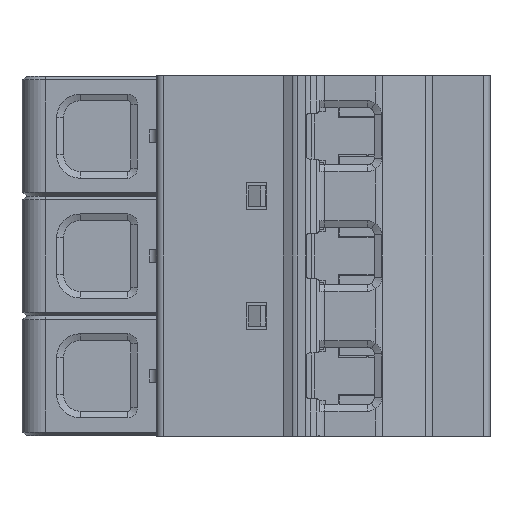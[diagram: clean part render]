
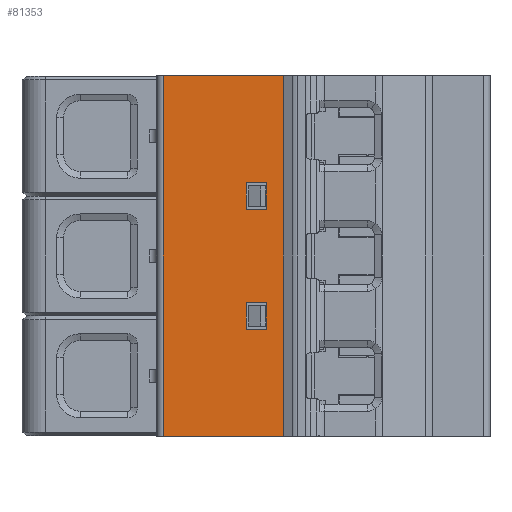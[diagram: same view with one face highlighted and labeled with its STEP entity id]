
A CAD part, left-side view. The second image highlights one B-rep face of the part: STEP entity #81353.
In plain terms, the highlighted planar face has unit normal (-1, 0, 0).
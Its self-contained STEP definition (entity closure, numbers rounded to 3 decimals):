
#240=DIRECTION('',(0.,-1.,0.));
#241=VECTOR('',#240,17.8);
#242=CARTESIAN_POINT('',(0.,43.,53.6));
#243=LINE('',#242,#241);
#3637=DIRECTION('',(0.,-1.,0.));
#3638=VECTOR('',#3637,17.8);
#3639=CARTESIAN_POINT('',(0.,43.,0.));
#3640=LINE('',#3639,#3638);
#3641=DIRECTION('',(0.,-1.,0.));
#3642=VECTOR('',#3641,3.);
#3643=CARTESIAN_POINT('',(0.,30.7,37.7));
#3644=LINE('',#3643,#3642);
#3645=DIRECTION('',(0.,0.,1.));
#3646=VECTOR('',#3645,4.);
#3647=CARTESIAN_POINT('',(0.,30.7,33.7));
#3648=LINE('',#3647,#3646);
#3649=DIRECTION('',(0.,0.,-1.));
#3650=VECTOR('',#3649,4.);
#3651=CARTESIAN_POINT('',(0.,27.7,19.9));
#3652=LINE('',#3651,#3650);
#3653=DIRECTION('',(0.,-1.,0.));
#3654=VECTOR('',#3653,3.);
#3655=CARTESIAN_POINT('',(0.,30.7,19.9));
#3656=LINE('',#3655,#3654);
#3657=DIRECTION('',(0.,0.,1.));
#3658=VECTOR('',#3657,53.6);
#3659=CARTESIAN_POINT('',(0.,43.,0.));
#3660=LINE('',#3659,#3658);
#11379=DIRECTION('',(0.,-1.,0.));
#11380=VECTOR('',#11379,3.);
#11381=CARTESIAN_POINT('',(0.,30.7,33.7));
#11382=LINE('',#11381,#11380);
#11407=DIRECTION('',(0.,0.,1.));
#11408=VECTOR('',#11407,4.);
#11409=CARTESIAN_POINT('',(0.,27.7,33.7));
#11410=LINE('',#11409,#11408);
#22158=DIRECTION('',(0.,0.,1.));
#22159=VECTOR('',#22158,53.6);
#22160=CARTESIAN_POINT('',(0.,25.2,0.));
#22161=LINE('',#22160,#22159);
#33856=DIRECTION('',(0.,-1.,0.));
#33857=VECTOR('',#33856,3.);
#33858=CARTESIAN_POINT('',(0.,30.7,15.9));
#33859=LINE('',#33858,#33857);
#33868=DIRECTION('',(0.,0.,-1.));
#33869=VECTOR('',#33868,4.);
#33870=CARTESIAN_POINT('',(0.,30.7,19.9));
#33871=LINE('',#33870,#33869);
#70059=CARTESIAN_POINT('',(0.,43.,53.6));
#70060=VERTEX_POINT('',#70059);
#70733=CARTESIAN_POINT('',(0.,27.7,33.7));
#70734=CARTESIAN_POINT('',(0.,27.7,37.7));
#70735=VERTEX_POINT('',#70733);
#70736=VERTEX_POINT('',#70734);
#70737=CARTESIAN_POINT('',(0.,30.7,33.7));
#70738=VERTEX_POINT('',#70737);
#70739=CARTESIAN_POINT('',(0.,30.7,37.7));
#70740=VERTEX_POINT('',#70739);
#70741=CARTESIAN_POINT('',(0.,27.7,19.9));
#70742=CARTESIAN_POINT('',(0.,27.7,15.9));
#70743=VERTEX_POINT('',#70741);
#70744=VERTEX_POINT('',#70742);
#70745=CARTESIAN_POINT('',(0.,30.7,15.9));
#70746=VERTEX_POINT('',#70745);
#70747=CARTESIAN_POINT('',(0.,30.7,19.9));
#70748=VERTEX_POINT('',#70747);
#70749=CARTESIAN_POINT('',(0.,43.,0.));
#70750=VERTEX_POINT('',#70749);
#73405=CARTESIAN_POINT('',(0.,25.2,0.));
#73406=CARTESIAN_POINT('',(0.,25.2,53.6));
#73407=VERTEX_POINT('',#73405);
#73408=VERTEX_POINT('',#73406);
#81320=CARTESIAN_POINT('',(0.,0.,26.8));
#81321=DIRECTION('',(-1.,0.,0.));
#81322=DIRECTION('',(0.,1.,0.));
#81323=AXIS2_PLACEMENT_3D('',#81320,#81321,#81322);
#81324=PLANE('',#81323);
#81325=ORIENTED_EDGE('',*,*,#80423,.F.);
#81327=ORIENTED_EDGE('',*,*,#81326,.T.);
#81328=ORIENTED_EDGE('',*,*,#79222,.T.);
#81330=ORIENTED_EDGE('',*,*,#81329,.F.);
#81331=EDGE_LOOP('',(#81325,#81327,#81328,#81330));
#81332=FACE_OUTER_BOUND('',#81331,.F.);
#81334=ORIENTED_EDGE('',*,*,#81333,.T.);
#81336=ORIENTED_EDGE('',*,*,#81335,.F.);
#81338=ORIENTED_EDGE('',*,*,#81337,.F.);
#81340=ORIENTED_EDGE('',*,*,#81339,.T.);
#81341=EDGE_LOOP('',(#81334,#81336,#81338,#81340));
#81342=FACE_BOUND('',#81341,.F.);
#81344=ORIENTED_EDGE('',*,*,#81343,.F.);
#81346=ORIENTED_EDGE('',*,*,#81345,.F.);
#81348=ORIENTED_EDGE('',*,*,#81347,.T.);
#81350=ORIENTED_EDGE('',*,*,#81349,.T.);
#81351=EDGE_LOOP('',(#81344,#81346,#81348,#81350));
#81352=FACE_BOUND('',#81351,.F.);
#81353=ADVANCED_FACE('',(#81332,#81342,#81352),#81324,.T.);
#79222=EDGE_CURVE('',#70060,#73408,#243,.T.);
#80423=EDGE_CURVE('',#70750,#73407,#3640,.T.);
#81326=EDGE_CURVE('',#70750,#70060,#3660,.T.);
#81329=EDGE_CURVE('',#73407,#73408,#22161,.T.);
#81333=EDGE_CURVE('',#70735,#70736,#11410,.T.);
#81335=EDGE_CURVE('',#70740,#70736,#3644,.T.);
#81337=EDGE_CURVE('',#70738,#70740,#3648,.T.);
#81339=EDGE_CURVE('',#70738,#70735,#11382,.T.);
#81343=EDGE_CURVE('',#70743,#70744,#3652,.T.);
#81345=EDGE_CURVE('',#70748,#70743,#3656,.T.);
#81347=EDGE_CURVE('',#70748,#70746,#33871,.T.);
#81349=EDGE_CURVE('',#70746,#70744,#33859,.T.);
